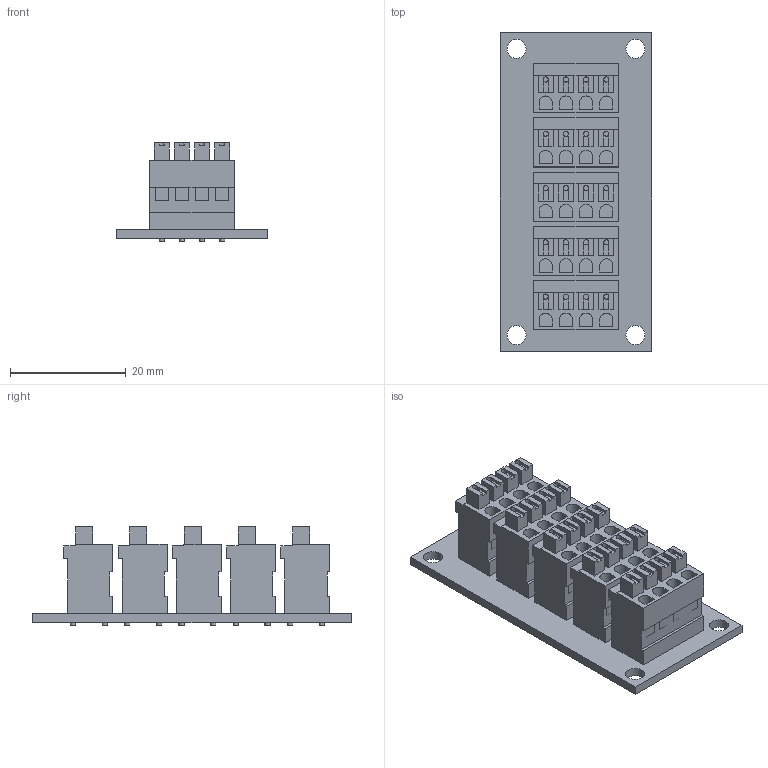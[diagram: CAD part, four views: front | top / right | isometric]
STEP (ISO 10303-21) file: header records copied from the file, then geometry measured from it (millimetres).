
FILE_DESCRIPTION(/* description */ (''),/* implementation_level */ '2;1');
FILE_NAME(/* name */ 'IFB-10006-R00 - CAN Daisy 5link.step',/* time_stamp */ '2019-10-30T00:07:46-05:00',/* author */ (''),/* organization */ (''),/* preprocessor_version */ 'ST-DEVELOPER v18',/* originating_system */ 'Autodesk Translation Framework v8.6.0.1094',/* authorisation */ '');
FILE_SCHEMA (('AUTOMOTIVE_DESIGN { 1 0 10303 214 3 1 1 }'));
Length unit declared in the file: millimetre
Products named in the file (4): IFB-10006-R00 - CAN Daisy 5link; PCB Component; Board; PUSH2CONN_4PINVERT
Assembly tree (7 placements, depth 3):
  IFB-10006-R00 - CAN Daisy 5link
    PCB Component
      Board
      PUSH2CONN_4PINVERT  x5
Bounding box: 26.16 x 55.12 x 17 mm (x, y, z)
Volume: 8755 mm3; surface area: 9523.9 mm2
Topology: 6 solids, 6 shells, 500 faces, 1214 edges, 806 vertices
Faces by surface type: plane 376, cylinder 124
Full cylindrical faces by diameter (mm): 0.9 x60, 1.1 x40, 3.302 x4
Entity records: 4723 total; most frequent: DIRECTION 786, CARTESIAN_POINT 747, ORIENTED_EDGE 716, EDGE_CURVE 358, AXIS2_PLACEMENT_3D 277, EDGE_LOOP 244, VERTEX_POINT 238, LINE 232
